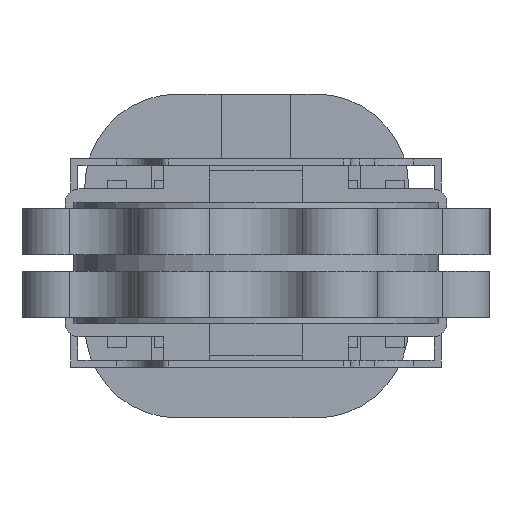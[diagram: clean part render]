
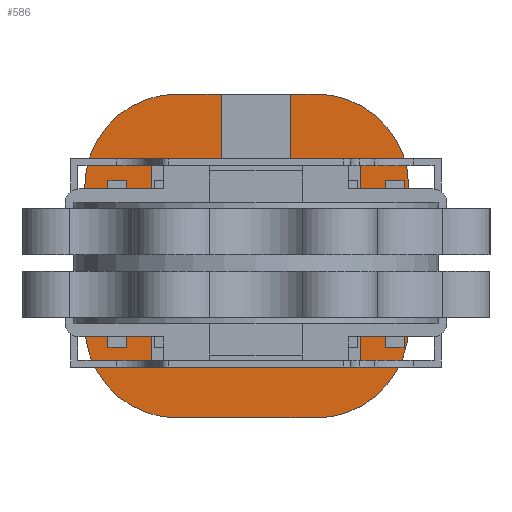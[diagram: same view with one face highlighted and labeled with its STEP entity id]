
A CAD part, front view. The second image highlights one B-rep face of the part: STEP entity #586.
In plain terms, the highlighted planar face has unit normal (0, -1, 0).
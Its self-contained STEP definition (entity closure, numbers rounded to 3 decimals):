
#174 = VERTEX_POINT ( 'NONE', #21737 ) ;
#202 = CARTESIAN_POINT ( 'NONE',  ( 66., 343.5, -3.5 ) ) ;
#309 = EDGE_CURVE ( 'NONE', #10333, #37570, #1820, .T. ) ;
#511 = ORIENTED_EDGE ( 'NONE', *, *, #968, .F. ) ;
#586 = ADVANCED_FACE ( 'NONE', ( #721 ), #30763, .F. ) ;
#721 = FACE_OUTER_BOUND ( 'NONE', #7460, .T. ) ;
#968 = EDGE_CURVE ( 'NONE', #15302, #8111, #18659, .T. ) ;
#1375 = CARTESIAN_POINT ( 'NONE',  ( -45., 343.5, -18.5 ) ) ;
#1508 = EDGE_CURVE ( 'NONE', #24329, #174, #24953, .T. ) ;
#1820 = LINE ( 'NONE', #35765, #30891 ) ;
#2402 = DIRECTION ( 'NONE',  ( -1., 0., 0. ) ) ;
#2527 = LINE ( 'NONE', #1375, #27897 ) ;
#2843 = LINE ( 'NONE', #30567, #10161 ) ;
#3134 = VECTOR ( 'NONE', #11695, 1000. ) ;
#3269 = EDGE_CURVE ( 'NONE', #24329, #30577, #2527, .T. ) ;
#3377 = CARTESIAN_POINT ( 'NONE',  ( 26., 343.5, 96.5 ) ) ;
#4368 = CARTESIAN_POINT ( 'NONE',  ( 26., 343.5, -3.5 ) ) ;
#4469 = VECTOR ( 'NONE', #6817, 1000. ) ;
#4502 = ORIENTED_EDGE ( 'NONE', *, *, #31474, .F. ) ;
#4944 = LINE ( 'NONE', #10119, #9166 ) ;
#5070 = ORIENTED_EDGE ( 'NONE', *, *, #32062, .F. ) ;
#5599 = VERTEX_POINT ( 'NONE', #14362 ) ;
#5780 = CARTESIAN_POINT ( 'NONE',  ( 26., 343.5, 56.5 ) ) ;
#6200 = CIRCLE ( 'NONE', #21783, 40. ) ;
#6817 = DIRECTION ( 'NONE',  ( 1., 0., 0. ) ) ;
#7096 = EDGE_CURVE ( 'NONE', #174, #21132, #4944, .T. ) ;
#7460 = EDGE_LOOP ( 'NONE', ( #40441, #33413, #30597, #39447, #33018, #36356, #30350, #4502, #36680, #37526, #511, #26134, #27741, #24073, #5070, #21129 ) ) ;
#8039 = DIRECTION ( 'NONE',  ( 0., 1., 0. ) ) ;
#8060 = CARTESIAN_POINT ( 'NONE',  ( -74., 343.5, -3.5 ) ) ;
#8111 = VERTEX_POINT ( 'NONE', #13896 ) ;
#8784 = VERTEX_POINT ( 'NONE', #14523 ) ;
#9147 = DIRECTION ( 'NONE',  ( 0., 0., 1. ) ) ;
#9166 = VECTOR ( 'NONE', #9835, 1000. ) ;
#9693 = VERTEX_POINT ( 'NONE', #31470 ) ;
#9835 = DIRECTION ( 'NONE',  ( 0., 0., 1. ) ) ;
#10014 = DIRECTION ( 'NONE',  ( 1., 0., 0. ) ) ;
#10119 = CARTESIAN_POINT ( 'NONE',  ( 45., 343.5, -18.5 ) ) ;
#10161 = VECTOR ( 'NONE', #10014, 1000. ) ;
#10266 = VECTOR ( 'NONE', #14049, 1000. ) ;
#10320 = EDGE_CURVE ( 'NONE', #30577, #37570, #30914, .T. ) ;
#10333 = VERTEX_POINT ( 'NONE', #40307 ) ;
#11070 = VECTOR ( 'NONE', #43407, 1000. ) ;
#11077 = DIRECTION ( 'NONE',  ( 0., 0., 1. ) ) ;
#11148 = DIRECTION ( 'NONE',  ( 1., 0., 0. ) ) ;
#11695 = DIRECTION ( 'NONE',  ( 0., 0., 1. ) ) ;
#13896 = CARTESIAN_POINT ( 'NONE',  ( -74., 343.5, -3.5 ) ) ;
#14049 = DIRECTION ( 'NONE',  ( 0., 0., -1. ) ) ;
#14087 = CARTESIAN_POINT ( 'NONE',  ( 45., 343.5, 65.5 ) ) ;
#14362 = CARTESIAN_POINT ( 'NONE',  ( 26., 343.5, -43.5 ) ) ;
#14384 = CARTESIAN_POINT ( 'NONE',  ( -34., 343.5, 96.5 ) ) ;
#14523 = CARTESIAN_POINT ( 'NONE',  ( 66., 343.5, 56.5 ) ) ;
#15059 = DIRECTION ( 'NONE',  ( 0., 1., 0. ) ) ;
#15154 = DIRECTION ( 'NONE',  ( 1., 0., 0. ) ) ;
#15302 = VERTEX_POINT ( 'NONE', #32921 ) ;
#16435 = CIRCLE ( 'NONE', #28595, 40. ) ;
#16439 = EDGE_CURVE ( 'NONE', #9693, #32518, #43757, .T. ) ;
#17800 = CARTESIAN_POINT ( 'NONE',  ( 15., 343.5, 135.551 ) ) ;
#17918 = LINE ( 'NONE', #14384, #38015 ) ;
#18370 = VECTOR ( 'NONE', #34816, 1000. ) ;
#18586 = CARTESIAN_POINT ( 'NONE',  ( -45., 343.5, -18.5 ) ) ;
#18659 = CIRCLE ( 'NONE', #37191, 40. ) ;
#19041 = LINE ( 'NONE', #43539, #11070 ) ;
#19338 = DIRECTION ( 'NONE',  ( 0., 1., 0. ) ) ;
#19831 = EDGE_CURVE ( 'NONE', #32518, #21132, #19041, .T. ) ;
#20189 = EDGE_CURVE ( 'NONE', #9693, #23149, #17918, .T. ) ;
#20677 = CARTESIAN_POINT ( 'NONE',  ( -45., 343.5, 65.5 ) ) ;
#20980 = DIRECTION ( 'NONE',  ( 0., 0., 1. ) ) ;
#21129 = ORIENTED_EDGE ( 'NONE', *, *, #20189, .F. ) ;
#21132 = VERTEX_POINT ( 'NONE', #14087 ) ;
#21669 = EDGE_CURVE ( 'NONE', #37373, #39923, #30024, .T. ) ;
#21737 = CARTESIAN_POINT ( 'NONE',  ( 45., 343.5, -18.5 ) ) ;
#21783 = AXIS2_PLACEMENT_3D ( 'NONE', #4368, #8039, #31680 ) ;
#21972 = DIRECTION ( 'NONE',  ( 0., 0., 1. ) ) ;
#22335 = CARTESIAN_POINT ( 'NONE',  ( -34., 343.5, -3.5 ) ) ;
#23149 = VERTEX_POINT ( 'NONE', #3377 ) ;
#23907 = VECTOR ( 'NONE', #2402, 1000. ) ;
#24073 = ORIENTED_EDGE ( 'NONE', *, *, #41007, .F. ) ;
#24329 = VERTEX_POINT ( 'NONE', #29396 ) ;
#24953 = LINE ( 'NONE', #18586, #38159 ) ;
#25314 = CARTESIAN_POINT ( 'NONE',  ( -34., 343.5, 96.5 ) ) ;
#25763 = EDGE_CURVE ( 'NONE', #5599, #15302, #30276, .T. ) ;
#26134 = ORIENTED_EDGE ( 'NONE', *, *, #25763, .F. ) ;
#26513 = CARTESIAN_POINT ( 'NONE',  ( -45., 343.5, 65.5 ) ) ;
#27066 = VERTEX_POINT ( 'NONE', #202 ) ;
#27741 = ORIENTED_EDGE ( 'NONE', *, *, #38313, .F. ) ;
#27897 = VECTOR ( 'NONE', #11077, 1000. ) ;
#28263 = LINE ( 'NONE', #34196, #10266 ) ;
#28595 = AXIS2_PLACEMENT_3D ( 'NONE', #5780, #19338, #9147 ) ;
#29396 = CARTESIAN_POINT ( 'NONE',  ( -45., 343.5, -18.5 ) ) ;
#30024 = CIRCLE ( 'NONE', #40192, 40. ) ;
#30276 = LINE ( 'NONE', #39435, #23907 ) ;
#30350 = ORIENTED_EDGE ( 'NONE', *, *, #309, .F. ) ;
#30567 = CARTESIAN_POINT ( 'NONE',  ( -34., 343.5, 96.5 ) ) ;
#30577 = VERTEX_POINT ( 'NONE', #26513 ) ;
#30597 = ORIENTED_EDGE ( 'NONE', *, *, #7096, .F. ) ;
#30729 = CARTESIAN_POINT ( 'NONE',  ( -15., 343.5, 65.5 ) ) ;
#30763 = PLANE ( 'NONE',  #32353 ) ;
#30891 = VECTOR ( 'NONE', #35622, 1000. ) ;
#30914 = LINE ( 'NONE', #20677, #4469 ) ;
#31470 = CARTESIAN_POINT ( 'NONE',  ( 15., 343.5, 96.5 ) ) ;
#31474 = EDGE_CURVE ( 'NONE', #39923, #10333, #2843, .T. ) ;
#31680 = DIRECTION ( 'NONE',  ( 0., 0., 1. ) ) ;
#32062 = EDGE_CURVE ( 'NONE', #23149, #8784, #16435, .T. ) ;
#32188 = DIRECTION ( 'NONE',  ( 0., 1., 0. ) ) ;
#32353 = AXIS2_PLACEMENT_3D ( 'NONE', #40889, #41036, #20980 ) ;
#32518 = VERTEX_POINT ( 'NONE', #43105 ) ;
#32921 = CARTESIAN_POINT ( 'NONE',  ( -34., 343.5, -43.5 ) ) ;
#33018 = ORIENTED_EDGE ( 'NONE', *, *, #3269, .T. ) ;
#33413 = ORIENTED_EDGE ( 'NONE', *, *, #19831, .T. ) ;
#34196 = CARTESIAN_POINT ( 'NONE',  ( 66., 343.5, 56.5 ) ) ;
#34816 = DIRECTION ( 'NONE',  ( 0., 0., -1. ) ) ;
#34874 = EDGE_CURVE ( 'NONE', #8111, #37373, #35820, .T. ) ;
#35622 = DIRECTION ( 'NONE',  ( 0., 0., -1. ) ) ;
#35765 = CARTESIAN_POINT ( 'NONE',  ( -15., 343.5, 135.551 ) ) ;
#35820 = LINE ( 'NONE', #8060, #3134 ) ;
#35902 = CARTESIAN_POINT ( 'NONE',  ( -74., 343.5, 56.5 ) ) ;
#36356 = ORIENTED_EDGE ( 'NONE', *, *, #10320, .T. ) ;
#36680 = ORIENTED_EDGE ( 'NONE', *, *, #21669, .F. ) ;
#37191 = AXIS2_PLACEMENT_3D ( 'NONE', #22335, #15059, #38872 ) ;
#37373 = VERTEX_POINT ( 'NONE', #35902 ) ;
#37526 = ORIENTED_EDGE ( 'NONE', *, *, #34874, .F. ) ;
#37570 = VERTEX_POINT ( 'NONE', #30729 ) ;
#38015 = VECTOR ( 'NONE', #11148, 1000. ) ;
#38159 = VECTOR ( 'NONE', #15154, 1000. ) ;
#38313 = EDGE_CURVE ( 'NONE', #27066, #5599, #6200, .T. ) ;
#38872 = DIRECTION ( 'NONE',  ( 0., 0., 1. ) ) ;
#39251 = CARTESIAN_POINT ( 'NONE',  ( -34., 343.5, 56.5 ) ) ;
#39435 = CARTESIAN_POINT ( 'NONE',  ( 26., 343.5, -43.5 ) ) ;
#39447 = ORIENTED_EDGE ( 'NONE', *, *, #1508, .F. ) ;
#39923 = VERTEX_POINT ( 'NONE', #25314 ) ;
#40192 = AXIS2_PLACEMENT_3D ( 'NONE', #39251, #32188, #21972 ) ;
#40307 = CARTESIAN_POINT ( 'NONE',  ( -15., 343.5, 96.5 ) ) ;
#40441 = ORIENTED_EDGE ( 'NONE', *, *, #16439, .T. ) ;
#40889 = CARTESIAN_POINT ( 'NONE',  ( 26., 343.5, -3.5 ) ) ;
#41007 = EDGE_CURVE ( 'NONE', #8784, #27066, #28263, .T. ) ;
#41036 = DIRECTION ( 'NONE',  ( 0., 1., 0. ) ) ;
#43105 = CARTESIAN_POINT ( 'NONE',  ( 15., 343.5, 65.5 ) ) ;
#43407 = DIRECTION ( 'NONE',  ( 1., 0., 0. ) ) ;
#43539 = CARTESIAN_POINT ( 'NONE',  ( -45., 343.5, 65.5 ) ) ;
#43757 = LINE ( 'NONE', #17800, #18370 ) ;
